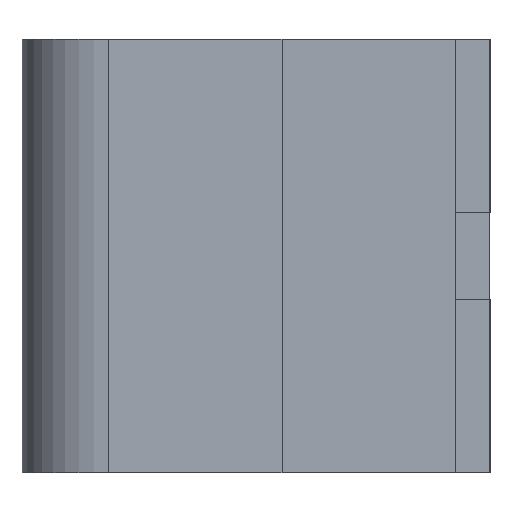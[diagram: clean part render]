
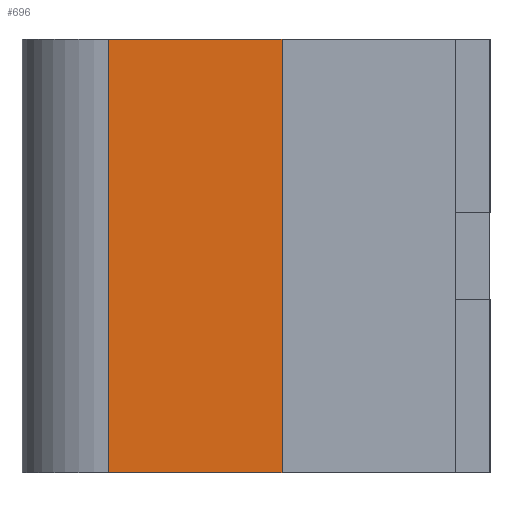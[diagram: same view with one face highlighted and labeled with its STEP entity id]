
A CAD part, left-side view. The second image highlights one B-rep face of the part: STEP entity #696.
In plain terms, the highlighted planar face has unit normal (-1, 0, 0).
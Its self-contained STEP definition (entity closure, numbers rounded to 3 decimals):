
#70=FACE_OUTER_BOUND('',#112,.T.);
#112=EDGE_LOOP('',(#605,#606,#607,#608));
#194=LINE('',#1120,#280);
#195=LINE('',#1125,#281);
#196=LINE('',#1128,#282);
#199=LINE('',#1133,#285);
#280=VECTOR('',#923,10.);
#281=VECTOR('',#930,10.);
#282=VECTOR('',#933,10.);
#285=VECTOR('',#938,10.);
#342=VERTEX_POINT('',#1117);
#343=VERTEX_POINT('',#1119);
#344=VERTEX_POINT('',#1123);
#345=VERTEX_POINT('',#1127);
#428=EDGE_CURVE('',#342,#343,#194,.T.);
#431=EDGE_CURVE('',#343,#344,#195,.T.);
#432=EDGE_CURVE('',#345,#344,#196,.T.);
#435=EDGE_CURVE('',#345,#342,#199,.T.);
#605=ORIENTED_EDGE('',*,*,#431,.F.);
#606=ORIENTED_EDGE('',*,*,#428,.F.);
#607=ORIENTED_EDGE('',*,*,#435,.F.);
#608=ORIENTED_EDGE('',*,*,#432,.T.);
#654=PLANE('',#761);
#696=ADVANCED_FACE('',(#70),#654,.T.);
#761=AXIS2_PLACEMENT_3D('',#1132,#936,#937);
#923=DIRECTION('',(0.,1.,0.));
#930=DIRECTION('',(0.,0.,1.));
#933=DIRECTION('',(0.,1.,0.));
#936=DIRECTION('center_axis',(-1.,0.,0.));
#937=DIRECTION('ref_axis',(0.,0.,1.));
#938=DIRECTION('',(0.,0.,-1.));
#1117=CARTESIAN_POINT('',(-1.,0.48,-0.5));
#1119=CARTESIAN_POINT('',(-1.,0.88,-0.5));
#1120=CARTESIAN_POINT('',(-1.,0.48,-0.5));
#1123=CARTESIAN_POINT('',(-1.,0.88,0.5));
#1125=CARTESIAN_POINT('',(-1.,0.88,-0.25));
#1127=CARTESIAN_POINT('',(-1.,0.48,0.5));
#1128=CARTESIAN_POINT('',(-1.,0.48,0.5));
#1132=CARTESIAN_POINT('Origin',(-1.,0.48,-0.5));
#1133=CARTESIAN_POINT('',(-1.,0.48,0.5));
